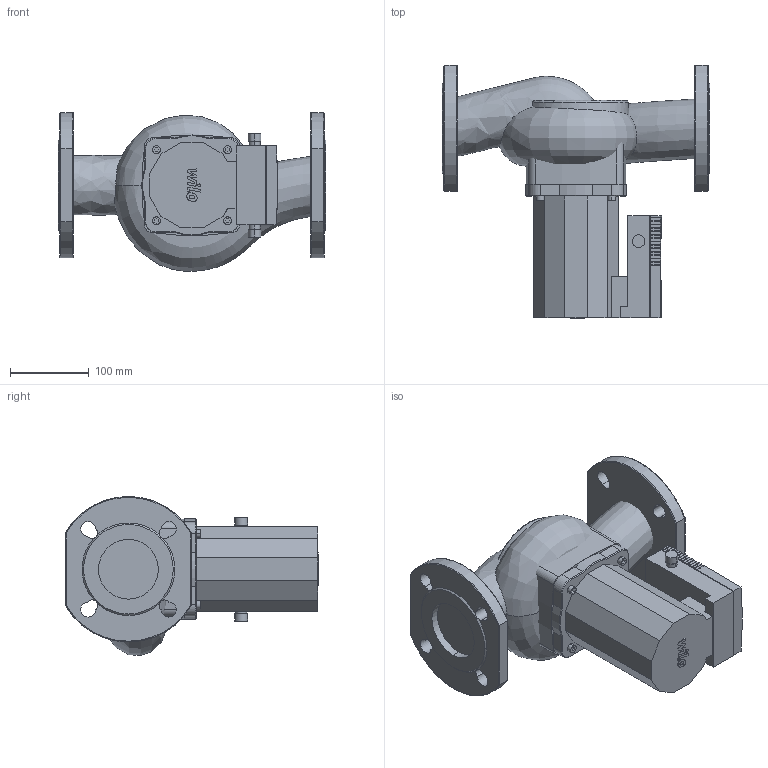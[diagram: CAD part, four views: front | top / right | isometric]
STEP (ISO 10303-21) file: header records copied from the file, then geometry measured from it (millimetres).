
FILE_DESCRIPTION((''),'2;1');
FILE_NAME('3d_TOP-STG65_10DM-2131682.stp','2014-09-03T12:31:26',(''),(''),'Mechanical Desktop 2009','Mechanical Desktop 2009',', , ');
FILE_SCHEMA(('CONFIG_CONTROL_DESIGN'));
Length unit declared in the file: millimetre
Products named in the file (1): Product
Bounding box: 340 x 321.75 x 202.17 mm (x, y, z)
Volume: 6890108.3 mm3; surface area: 465873.5 mm2
Topology: 10 solids, 10 shells, 444 faces, 1198 edges, 785 vertices
Faces by surface type: plane 190, bspline 183, cylinder 47, cone 19, torus 5
Entity records: 20297 total; most frequent: CARTESIAN_POINT 9587, ORIENTED_EDGE 2396, DIRECTION 1849, EDGE_CURVE 1198, VECTOR 869, LINE 869, VERTEX_POINT 785, AXIS2_PLACEMENT_3D 490
